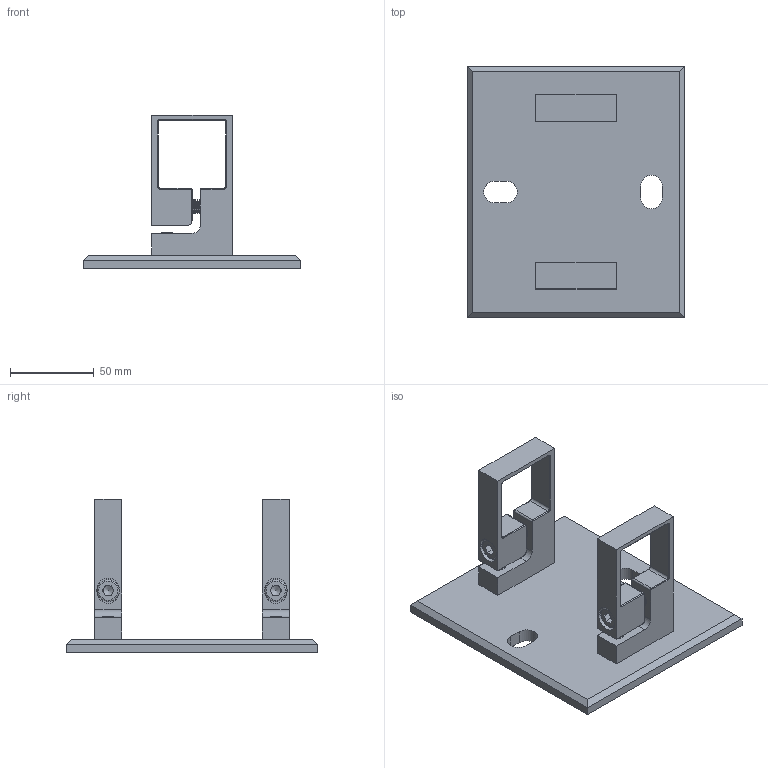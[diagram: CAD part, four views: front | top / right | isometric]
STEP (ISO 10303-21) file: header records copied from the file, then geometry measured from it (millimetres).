
FILE_DESCRIPTION (( 'STEP AP203' ), '1' );
FILE_NAME ('60203-240.STEP', '2022-08-22T05:54:25', ( '' ), ( '' ), 'SwSTEP 2.0', 'SolidWorks 2018', '' );
FILE_SCHEMA (( 'CONFIG_CONTROL_DESIGN' ));
Length unit declared in the file: millimetre
Products named in the file (5): socket head cap screw_din_DIN 912 M8 x 30 --- 30S; 50138-240P Konfig_60203-240 Teil1; 60203-240; socket countersunk head screw_din_DIN 7991 - M8 x 20 --- 20S; 6020X-240 Teil1 Konfig_60208-240 Teil1
Assembly tree (9 placements, depth 2):
  60203-240
    50138-240P Konfig_60203-240 Teil1
    6020X-240 Teil1 Konfig_60208-240 Teil1  x2
    socket head cap screw_din_DIN 912 M8 x 30 --- 30S  x2
    socket countersunk head screw_din_DIN 7991 - M8 x 20 --- 20S  x4
Bounding box: 130 x 150 x 91.5 mm (x, y, z)
Volume: 209692.9 mm3; surface area: 79883.8 mm2
Topology: 9 solids, 9 shells, 764 faces, 1793 edges, 1078 vertices
Faces by surface type: plane 290, cone 218, cylinder 138, bspline 110, torus 8
Full cylindrical faces by diameter (mm): 6.8 x6, 8 x92, 8.5 x4, 9 x2, 13 x2, 15.57 x4, 16.5 x4
Entity records: 19480 total; most frequent: CARTESIAN_POINT 9301, ORIENTED_EDGE 1954, DIRECTION 1653, EDGE_CURVE 977, VERTEX_POINT 686, EDGE_LOOP 629, LINE 569, VECTOR 569
